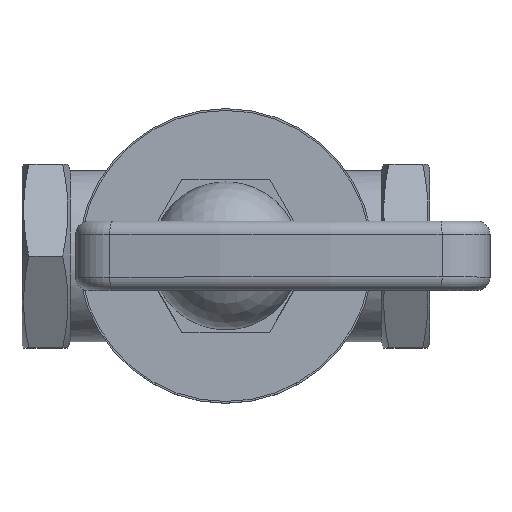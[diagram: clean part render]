
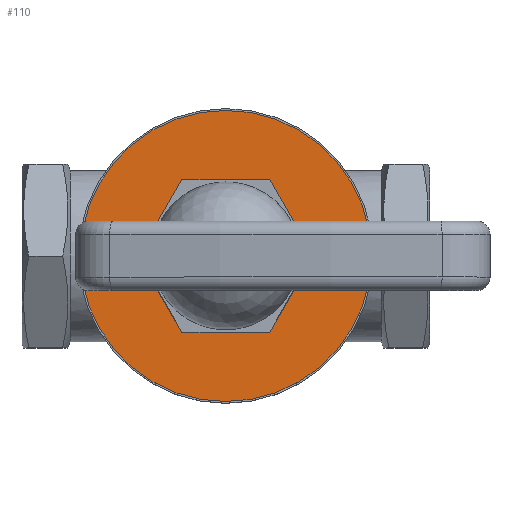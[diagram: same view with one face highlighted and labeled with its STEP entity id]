
A CAD part, top view. The second image highlights one B-rep face of the part: STEP entity #110.
In plain terms, the highlighted planar face has unit normal (0, 0, 1).
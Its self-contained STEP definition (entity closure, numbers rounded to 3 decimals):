
#110 = ADVANCED_FACE( '', ( #243, #244 ), #245, .T. );
#243 = FACE_BOUND( '', #435, .T. );
#244 = FACE_OUTER_BOUND( '', #436, .T. );
#245 = PLANE( '', #437 );
#435 = EDGE_LOOP( '', ( #820, #821, #822, #823, #824, #825 ) );
#436 = EDGE_LOOP( '', ( #826 ) );
#437 = AXIS2_PLACEMENT_3D( '', #827, #828, #829 );
#820 = ORIENTED_EDGE( '', *, *, #1330, .T. );
#821 = ORIENTED_EDGE( '', *, *, #1328, .T. );
#822 = ORIENTED_EDGE( '', *, *, #1326, .T. );
#823 = ORIENTED_EDGE( '', *, *, #1324, .T. );
#824 = ORIENTED_EDGE( '', *, *, #1322, .T. );
#825 = ORIENTED_EDGE( '', *, *, #1319, .T. );
#826 = ORIENTED_EDGE( '', *, *, #1331, .F. );
#827 = CARTESIAN_POINT( '', ( -32.5, 0., 35.5 ) );
#828 = DIRECTION( '', ( 0., 0., 1. ) );
#829 = DIRECTION( '', ( 1., 0., 0. ) );
#1319 = EDGE_CURVE( '', #1606, #1607, #1608, .T. );
#1322 = EDGE_CURVE( '', #1611, #1606, #1612, .T. );
#1324 = EDGE_CURVE( '', #1614, #1611, #1615, .T. );
#1326 = EDGE_CURVE( '', #1617, #1614, #1618, .T. );
#1328 = EDGE_CURVE( '', #1620, #1617, #1621, .T. );
#1330 = EDGE_CURVE( '', #1607, #1620, #1623, .T. );
#1331 = EDGE_CURVE( '', #1624, #1624, #1625, .T. );
#1606 = VERTEX_POINT( '', #2404 );
#1607 = VERTEX_POINT( '', #2405 );
#1608 = LINE( '', #2406, #2407 );
#1611 = VERTEX_POINT( '', #2412 );
#1612 = LINE( '', #2413, #2414 );
#1614 = VERTEX_POINT( '', #2417 );
#1615 = LINE( '', #2418, #2419 );
#1617 = VERTEX_POINT( '', #2422 );
#1618 = LINE( '', #2423, #2424 );
#1620 = VERTEX_POINT( '', #2427 );
#1621 = LINE( '', #2428, #2429 );
#1623 = LINE( '', #2432, #2433 );
#1624 = VERTEX_POINT( '', #2434 );
#1625 = CIRCLE( '', #2435, 32.5 );
#2404 = CARTESIAN_POINT( '', ( 9.815, 17., 35.5 ) );
#2405 = CARTESIAN_POINT( '', ( 19.63, 0., 35.5 ) );
#2406 = CARTESIAN_POINT( '', ( 9.815, 17., 35.5 ) );
#2407 = VECTOR( '', #2793, 1000. );
#2412 = CARTESIAN_POINT( '', ( -9.815, 17., 35.5 ) );
#2413 = CARTESIAN_POINT( '', ( -9.815, 17., 35.5 ) );
#2414 = VECTOR( '', #2796, 1000. );
#2417 = CARTESIAN_POINT( '', ( -19.63, 0., 35.5 ) );
#2418 = CARTESIAN_POINT( '', ( -19.63, 0., 35.5 ) );
#2419 = VECTOR( '', #2798, 1000. );
#2422 = CARTESIAN_POINT( '', ( -9.815, -17., 35.5 ) );
#2423 = CARTESIAN_POINT( '', ( -9.815, -17., 35.5 ) );
#2424 = VECTOR( '', #2800, 1000. );
#2427 = CARTESIAN_POINT( '', ( 9.815, -17., 35.5 ) );
#2428 = CARTESIAN_POINT( '', ( 9.815, -17., 35.5 ) );
#2429 = VECTOR( '', #2802, 1000. );
#2432 = CARTESIAN_POINT( '', ( 19.63, 0., 35.5 ) );
#2433 = VECTOR( '', #2804, 1000. );
#2434 = CARTESIAN_POINT( '', ( -32.5, 0., 35.5 ) );
#2435 = AXIS2_PLACEMENT_3D( '', #2805, #2806, #2807 );
#2793 = DIRECTION( '', ( 0.5, -0.866, 0. ) );
#2796 = DIRECTION( '', ( 1., 0., 0. ) );
#2798 = DIRECTION( '', ( 0.5, 0.866, 0. ) );
#2800 = DIRECTION( '', ( -0.5, 0.866, 0. ) );
#2802 = DIRECTION( '', ( -1., 0., 0. ) );
#2804 = DIRECTION( '', ( -0.5, -0.866, 0. ) );
#2805 = CARTESIAN_POINT( '', ( 0., 0., 35.5 ) );
#2806 = DIRECTION( '', ( 0., 0., -1. ) );
#2807 = DIRECTION( '', ( -1., 0., 0. ) );
